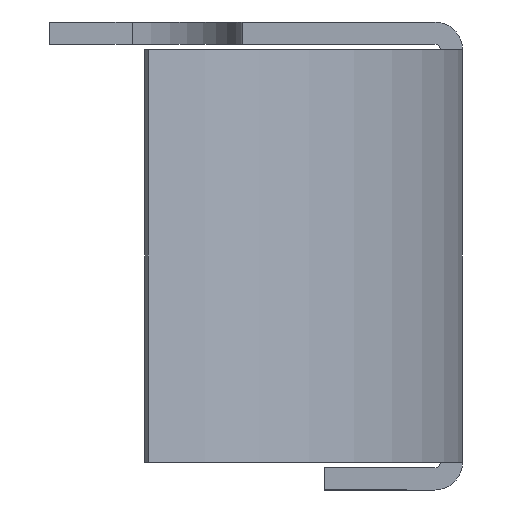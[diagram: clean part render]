
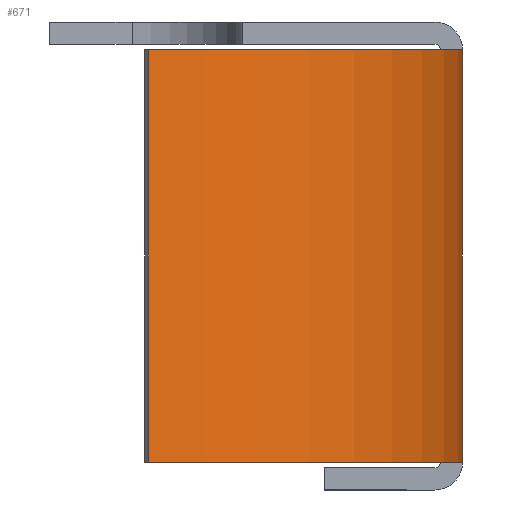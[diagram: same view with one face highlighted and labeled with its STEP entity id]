
A CAD part, left-side view. The second image highlights one B-rep face of the part: STEP entity #671.
In plain terms, the highlighted cylindrical face has radius 13.736 mm (diameter 27.472 mm), a partial arc.
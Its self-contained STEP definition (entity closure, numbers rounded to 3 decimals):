
#22 = AXIS2_PLACEMENT_3D ( 'NONE', #2253, #1104, #1673 ) ;
#203 = EDGE_LOOP ( 'NONE', ( #805, #1895, #1911, #1560 ) ) ;
#311 = DIRECTION ( 'NONE',  ( -1., 0., 0. ) ) ;
#319 = CARTESIAN_POINT ( 'NONE',  ( -63.788, 10.615, 7.5 ) ) ;
#327 = LINE ( 'NONE', #1441, #572 ) ;
#332 = DIRECTION ( 'NONE',  ( 0., 0., 1. ) ) ;
#376 = CARTESIAN_POINT ( 'NONE',  ( -63.788, 10.615, -7.5 ) ) ;
#384 = LINE ( 'NONE', #738, #2374 ) ;
#572 = VECTOR ( 'NONE', #2429, 1000. ) ;
#591 = DIRECTION ( 'NONE',  ( -1., 0., 0. ) ) ;
#671 = ADVANCED_FACE ( 'NONE', ( #1452 ), #1869, .T. ) ;
#732 = EDGE_CURVE ( 'NONE', #2163, #1373, #1276, .T. ) ;
#738 = CARTESIAN_POINT ( 'NONE',  ( -50.25, -0.8, 7.5 ) ) ;
#770 = AXIS2_PLACEMENT_3D ( 'NONE', #2317, #1164, #591 ) ;
#805 = ORIENTED_EDGE ( 'NONE', *, *, #1493, .F. ) ;
#939 = CIRCLE ( 'NONE', #770, 13.736 ) ;
#1104 = DIRECTION ( 'NONE',  ( 0., 0., -1. ) ) ;
#1164 = DIRECTION ( 'NONE',  ( 0., 0., 1. ) ) ;
#1276 = CIRCLE ( 'NONE', #2458, 13.736 ) ;
#1373 = VERTEX_POINT ( 'NONE', #376 ) ;
#1392 = CARTESIAN_POINT ( 'NONE',  ( -50.25, -0.8, -7.5 ) ) ;
#1441 = CARTESIAN_POINT ( 'NONE',  ( -63.788, 10.615, 7.5 ) ) ;
#1452 = FACE_OUTER_BOUND ( 'NONE', #203, .T. ) ;
#1493 = EDGE_CURVE ( 'NONE', #1752, #1621, #939, .T. ) ;
#1560 = ORIENTED_EDGE ( 'NONE', *, *, #2331, .T. ) ;
#1621 = VERTEX_POINT ( 'NONE', #2186 ) ;
#1673 = DIRECTION ( 'NONE',  ( -1., 0., 0. ) ) ;
#1688 = DIRECTION ( 'NONE',  ( 0., 0., -1. ) ) ;
#1752 = VERTEX_POINT ( 'NONE', #319 ) ;
#1869 = CYLINDRICAL_SURFACE ( 'NONE', #22, 13.736 ) ;
#1895 = ORIENTED_EDGE ( 'NONE', *, *, #2224, .F. ) ;
#1911 = ORIENTED_EDGE ( 'NONE', *, *, #732, .F. ) ;
#2163 = VERTEX_POINT ( 'NONE', #1392 ) ;
#2186 = CARTESIAN_POINT ( 'NONE',  ( -50.25, -0.8, 7.5 ) ) ;
#2224 = EDGE_CURVE ( 'NONE', #1373, #1752, #327, .T. ) ;
#2253 = CARTESIAN_POINT ( 'NONE',  ( -50.25, 12.936, 7.5 ) ) ;
#2317 = CARTESIAN_POINT ( 'NONE',  ( -50.25, 12.936, 7.5 ) ) ;
#2331 = EDGE_CURVE ( 'NONE', #2163, #1621, #384, .T. ) ;
#2374 = VECTOR ( 'NONE', #332, 1000. ) ;
#2429 = DIRECTION ( 'NONE',  ( 0., 0., 1. ) ) ;
#2458 = AXIS2_PLACEMENT_3D ( 'NONE', #2460, #1688, #311 ) ;
#2460 = CARTESIAN_POINT ( 'NONE',  ( -50.25, 12.936, -7.5 ) ) ;
